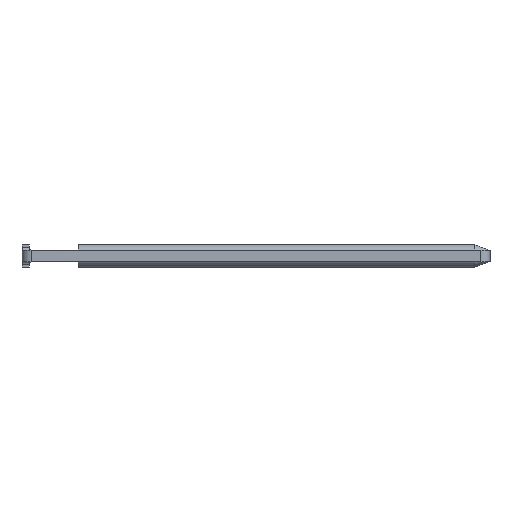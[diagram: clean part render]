
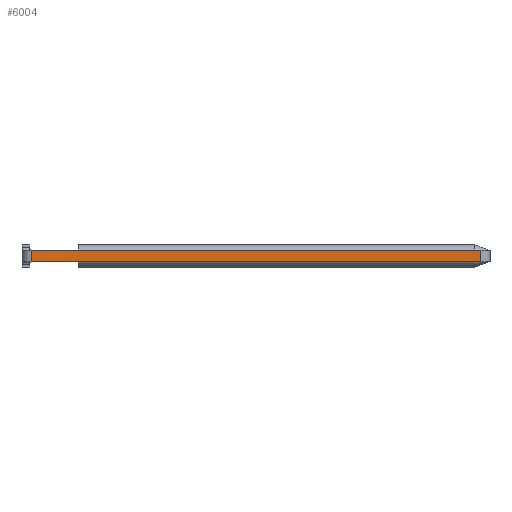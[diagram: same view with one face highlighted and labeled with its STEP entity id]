
A CAD part, left-side view. The second image highlights one B-rep face of the part: STEP entity #6004.
In plain terms, the highlighted planar face has unit normal (-1, 0, 0).
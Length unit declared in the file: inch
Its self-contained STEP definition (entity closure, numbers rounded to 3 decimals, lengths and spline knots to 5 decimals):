
#668 = VECTOR ( 'NONE', #5993, 39.37008 ) ;
#1616 = LINE ( 'NONE', #12379, #9099 ) ;
#2174 = DIRECTION ( 'NONE',  ( 0., 0., 1. ) ) ;
#2240 = PLANE ( 'NONE',  #2348 ) ;
#2348 = AXIS2_PLACEMENT_3D ( 'NONE', #11812, #3231, #2174 ) ;
#2858 = CARTESIAN_POINT ( 'NONE',  ( -2.09449, 0.05906, 0.04397 ) ) ;
#3231 = DIRECTION ( 'NONE',  ( -1., 0., 0. ) ) ;
#3237 = VECTOR ( 'NONE', #9038, 39.37008 ) ;
#3637 = LINE ( 'NONE', #2858, #4362 ) ;
#4362 = VECTOR ( 'NONE', #11436, 39.37008 ) ;
#4663 = ORIENTED_EDGE ( 'NONE', *, *, #4942, .F. ) ;
#4718 = EDGE_CURVE ( 'NONE', #12911, #9071, #11033, .T. ) ;
#4942 = EDGE_CURVE ( 'NONE', #5396, #6513, #3637, .T. ) ;
#5396 = VERTEX_POINT ( 'NONE', #9644 ) ;
#5702 = CARTESIAN_POINT ( 'NONE',  ( -2.09449, 2.8937, -0.03543 ) ) ;
#5993 = DIRECTION ( 'NONE',  ( 0., 1., 0. ) ) ;
#6004 = ADVANCED_FACE ( 'NONE', ( #8682 ), #2240, .T. ) ;
#6513 = VERTEX_POINT ( 'NONE', #13007 ) ;
#6638 = ORIENTED_EDGE ( 'NONE', *, *, #11953, .T. ) ;
#7053 = CARTESIAN_POINT ( 'NONE',  ( -2.09449, 2.95276, 0.03543 ) ) ;
#7349 = EDGE_CURVE ( 'NONE', #5396, #12911, #8123, .T. ) ;
#8123 = LINE ( 'NONE', #7053, #668 ) ;
#8268 = DIRECTION ( 'NONE',  ( 0., -1., 0. ) ) ;
#8682 = FACE_OUTER_BOUND ( 'NONE', #9599, .T. ) ;
#9038 = DIRECTION ( 'NONE',  ( 0., 0., -1. ) ) ;
#9071 = VERTEX_POINT ( 'NONE', #13622 ) ;
#9099 = VECTOR ( 'NONE', #8268, 39.37008 ) ;
#9599 = EDGE_LOOP ( 'NONE', ( #6638, #4663, #10098, #11584 ) ) ;
#9644 = CARTESIAN_POINT ( 'NONE',  ( -2.09449, 0.05906, 0.03543 ) ) ;
#10098 = ORIENTED_EDGE ( 'NONE', *, *, #7349, .T. ) ;
#11033 = LINE ( 'NONE', #5702, #3237 ) ;
#11436 = DIRECTION ( 'NONE',  ( 0., 0., -1. ) ) ;
#11584 = ORIENTED_EDGE ( 'NONE', *, *, #4718, .T. ) ;
#11812 = CARTESIAN_POINT ( 'NONE',  ( -2.09449, 2.95276, -0.03543 ) ) ;
#11953 = EDGE_CURVE ( 'NONE', #9071, #6513, #1616, .T. ) ;
#12379 = CARTESIAN_POINT ( 'NONE',  ( -2.09449, 2.95276, -0.03543 ) ) ;
#12556 = CARTESIAN_POINT ( 'NONE',  ( -2.09449, 2.8937, 0.03543 ) ) ;
#12911 = VERTEX_POINT ( 'NONE', #12556 ) ;
#13007 = CARTESIAN_POINT ( 'NONE',  ( -2.09449, 0.05906, -0.03543 ) ) ;
#13622 = CARTESIAN_POINT ( 'NONE',  ( -2.09449, 2.8937, -0.03543 ) ) ;
